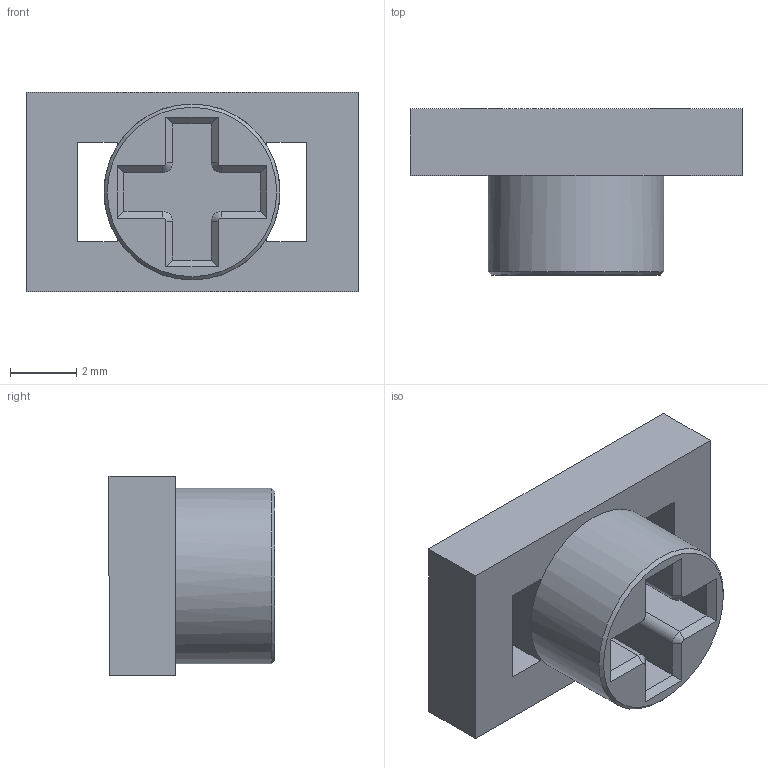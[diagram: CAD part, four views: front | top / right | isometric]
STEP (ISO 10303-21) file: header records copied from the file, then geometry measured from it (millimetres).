
FILE_DESCRIPTION(('Open CASCADE Model'),'2;1');
FILE_NAME('Open CASCADE Shape Model','2023-02-28T22:48:54',('Author'),( 'Open CASCADE'),'Open CASCADE STEP processor 7.5','Open CASCADE 7.5' ,'Unknown');
FILE_SCHEMA(('AUTOMOTIVE_DESIGN { 1 0 10303 214 1 1 1 1 }'));
Length unit declared in the file: millimetre
Products named in the file (1): Open CASCADE STEP translator 7.5 1
Bounding box: 10 x 5 x 6 mm (x, y, z)
Volume: 146.5 mm3; surface area: 301.1 mm2
Topology: 1 solids, 1 shells, 52 faces, 129 edges, 79 vertices
Faces by surface type: plane 42, cone 5, cylinder 5
Full cylindrical faces by diameter (mm): 5.3 x1
Entity records: 3205 total; most frequent: CARTESIAN_POINT 531, DIRECTION 510, LINE 354, VECTOR 354, ORIENTED_EDGE 258, PCURVE 258, DEFINITIONAL_REPRESENTATION 258, EDGE_CURVE 129
